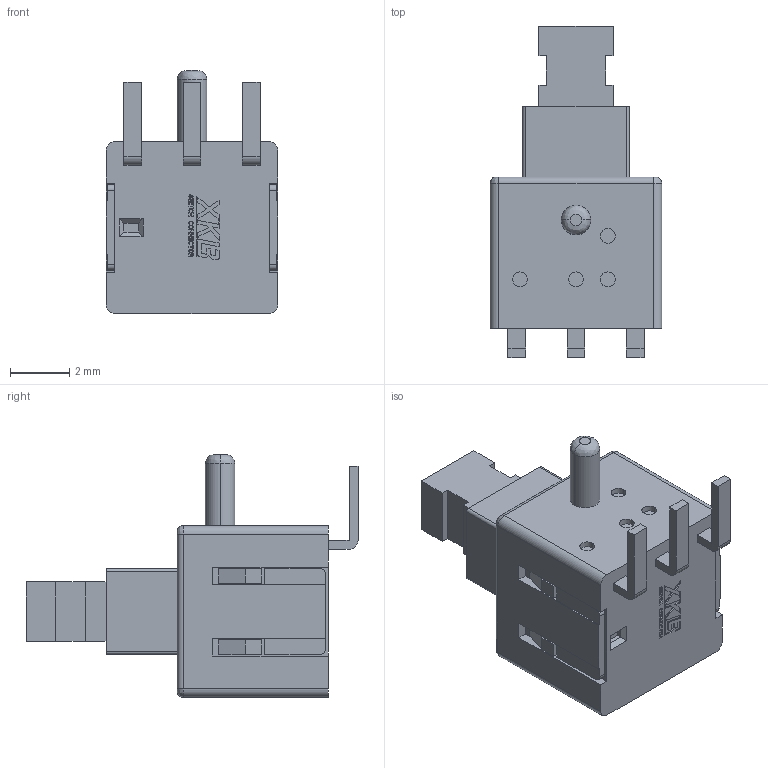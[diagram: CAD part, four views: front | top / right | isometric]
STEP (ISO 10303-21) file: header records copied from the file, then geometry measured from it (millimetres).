
FILE_DESCRIPTION((''),'2;1');
FILE_NAME('XKB5858-X-C','2019-12-14T',('Administrator'),(''),'PRO/ENGINEER BY PARAMETRIC TECHNOLOGY CORPORATION, 2010280','PRO/ENGINEER BY PARAMETRIC TECHNOLOGY CORPORATION, 2010280','');
FILE_SCHEMA(('CONFIG_CONTROL_DESIGN'));
Length unit declared in the file: millimetre
Products named in the file (1): XKB5858-X-C
Bounding box: 5.8 x 11.2 x 8.2 mm (x, y, z)
Volume: 210.5 mm3; surface area: 280.5 mm2
Topology: 1 solids, 1 shells, 591 faces, 1633 edges, 1084 vertices
Faces by surface type: plane 542, cylinder 43, bspline 6
Entity records: 18637 total; most frequent: CARTESIAN_POINT 3422, ORIENTED_EDGE 3266, DIRECTION 2897, EDGE_CURVE 1633, VECTOR 1539, LINE 1539, VERTEX_POINT 1084, AXIS2_PLACEMENT_3D 679
